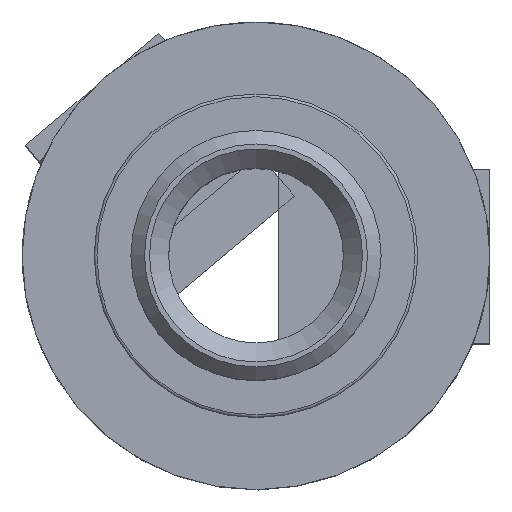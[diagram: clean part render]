
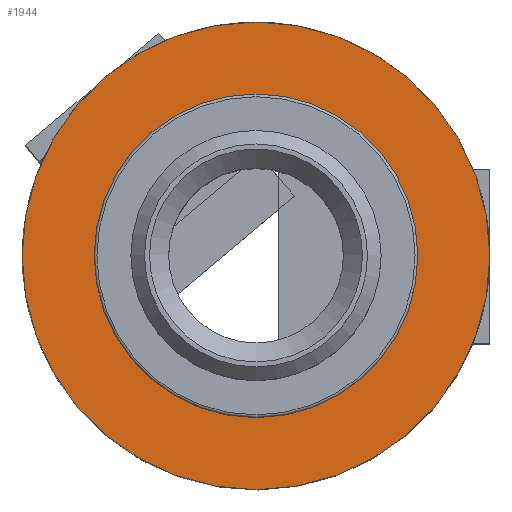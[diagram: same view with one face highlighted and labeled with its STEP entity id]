
A CAD part, top view. The second image highlights one B-rep face of the part: STEP entity #1944.
In plain terms, the highlighted planar face has unit normal (0, 0, 1).
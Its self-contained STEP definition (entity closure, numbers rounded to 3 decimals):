
#502 = CYLINDRICAL_SURFACE('',#503,8.6);
#503 = AXIS2_PLACEMENT_3D('',#504,#505,#506);
#504 = CARTESIAN_POINT('',(0.,0.,0.));
#505 = DIRECTION('',(0.,0.,-1.));
#506 = DIRECTION('',(1.,0.,0.));
#1170 = VERTEX_POINT('',#1171);
#1171 = CARTESIAN_POINT('',(8.6,0.,6.));
#1302 = EDGE_CURVE('',#1170,#1170,#1303,.T.);
#1303 = SURFACE_CURVE('',#1304,(#1309,#1316),.PCURVE_S1.);
#1304 = CIRCLE('',#1305,8.6);
#1305 = AXIS2_PLACEMENT_3D('',#1306,#1307,#1308);
#1306 = CARTESIAN_POINT('',(0.,0.,6.));
#1307 = DIRECTION('',(0.,0.,1.));
#1308 = DIRECTION('',(1.,0.,0.));
#1309 = PCURVE('',#502,#1310);
#1310 = DEFINITIONAL_REPRESENTATION('',(#1311),#1315);
#1311 = LINE('',#1312,#1313);
#1312 = CARTESIAN_POINT('',(0.,-6.));
#1313 = VECTOR('',#1314,1.);
#1314 = DIRECTION('',(-1.,0.));
#1315 = ( GEOMETRIC_REPRESENTATION_CONTEXT(2) 
PARAMETRIC_REPRESENTATION_CONTEXT() REPRESENTATION_CONTEXT('2D SPACE',''
  ) );
#1316 = PCURVE('',#1317,#1322);
#1317 = PLANE('',#1318);
#1318 = AXIS2_PLACEMENT_3D('',#1319,#1320,#1321);
#1319 = CARTESIAN_POINT('',(8.6,0.,6.));
#1320 = DIRECTION('',(0.,0.,-1.));
#1321 = DIRECTION('',(-1.,0.,0.));
#1322 = DEFINITIONAL_REPRESENTATION('',(#1323),#1331);
#1323 = ( BOUNDED_CURVE() B_SPLINE_CURVE(2,(#1324,#1325,#1326,#1327,
#1328,#1329,#1330),.UNSPECIFIED.,.F.,.F.) B_SPLINE_CURVE_WITH_KNOTS((1,2
    ,2,2,2,1),(-2.094,0.,2.094,4.189,
6.283,8.378),.UNSPECIFIED.) CURVE() 
GEOMETRIC_REPRESENTATION_ITEM() RATIONAL_B_SPLINE_CURVE((1.,0.5,1.,0.5,
1.,0.5,1.)) REPRESENTATION_ITEM('') );
#1324 = CARTESIAN_POINT('',(0.,0.));
#1325 = CARTESIAN_POINT('',(0.,14.896));
#1326 = CARTESIAN_POINT('',(12.9,7.448));
#1327 = CARTESIAN_POINT('',(25.8,0.));
#1328 = CARTESIAN_POINT('',(12.9,-7.448));
#1329 = CARTESIAN_POINT('',(0.,-14.896));
#1330 = CARTESIAN_POINT('',(0.,0.));
#1331 = ( GEOMETRIC_REPRESENTATION_CONTEXT(2) 
PARAMETRIC_REPRESENTATION_CONTEXT() REPRESENTATION_CONTEXT('2D SPACE',''
  ) );
#1944 = ADVANCED_FACE('',(#1945,#1948),#1317,.F.);
#1945 = FACE_BOUND('',#1946,.F.);
#1946 = EDGE_LOOP('',(#1947));
#1947 = ORIENTED_EDGE('',*,*,#1302,.F.);
#1948 = FACE_BOUND('',#1949,.F.);
#1949 = EDGE_LOOP('',(#1950));
#1950 = ORIENTED_EDGE('',*,*,#1951,.T.);
#1951 = EDGE_CURVE('',#1952,#1952,#1954,.T.);
#1952 = VERTEX_POINT('',#1953);
#1953 = CARTESIAN_POINT('',(5.95,0.,6.));
#1954 = SURFACE_CURVE('',#1955,(#1960,#1971),.PCURVE_S1.);
#1955 = CIRCLE('',#1956,5.95);
#1956 = AXIS2_PLACEMENT_3D('',#1957,#1958,#1959);
#1957 = CARTESIAN_POINT('',(0.,0.,6.));
#1958 = DIRECTION('',(0.,0.,1.));
#1959 = DIRECTION('',(1.,0.,0.));
#1960 = PCURVE('',#1317,#1961);
#1961 = DEFINITIONAL_REPRESENTATION('',(#1962),#1970);
#1962 = ( BOUNDED_CURVE() B_SPLINE_CURVE(2,(#1963,#1964,#1965,#1966,
#1967,#1968,#1969),.UNSPECIFIED.,.F.,.F.) B_SPLINE_CURVE_WITH_KNOTS((1,2
    ,2,2,2,1),(-2.094,0.,2.094,4.189,
6.283,8.378),.UNSPECIFIED.) CURVE() 
GEOMETRIC_REPRESENTATION_ITEM() RATIONAL_B_SPLINE_CURVE((1.,0.5,1.,0.5,
1.,0.5,1.)) REPRESENTATION_ITEM('') );
#1963 = CARTESIAN_POINT('',(2.65,0.));
#1964 = CARTESIAN_POINT('',(2.65,10.306));
#1965 = CARTESIAN_POINT('',(11.575,5.153));
#1966 = CARTESIAN_POINT('',(20.5,0.));
#1967 = CARTESIAN_POINT('',(11.575,-5.153));
#1968 = CARTESIAN_POINT('',(2.65,-10.306));
#1969 = CARTESIAN_POINT('',(2.65,0.));
#1970 = ( GEOMETRIC_REPRESENTATION_CONTEXT(2) 
PARAMETRIC_REPRESENTATION_CONTEXT() REPRESENTATION_CONTEXT('2D SPACE',''
  ) );
#1971 = PCURVE('',#1972,#1977);
#1972 = CYLINDRICAL_SURFACE('',#1973,5.95);
#1973 = AXIS2_PLACEMENT_3D('',#1974,#1975,#1976);
#1974 = CARTESIAN_POINT('',(0.,0.,6.));
#1975 = DIRECTION('',(0.,0.,-1.));
#1976 = DIRECTION('',(1.,0.,0.));
#1977 = DEFINITIONAL_REPRESENTATION('',(#1978),#1982);
#1978 = LINE('',#1979,#1980);
#1979 = CARTESIAN_POINT('',(0.,0.));
#1980 = VECTOR('',#1981,1.);
#1981 = DIRECTION('',(-1.,0.));
#1982 = ( GEOMETRIC_REPRESENTATION_CONTEXT(2) 
PARAMETRIC_REPRESENTATION_CONTEXT() REPRESENTATION_CONTEXT('2D SPACE',''
  ) );
